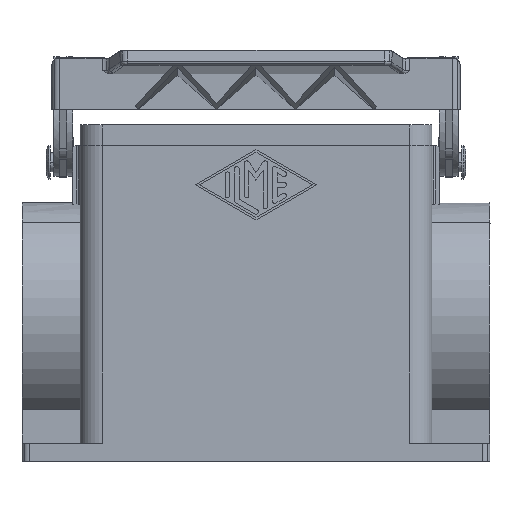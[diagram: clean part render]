
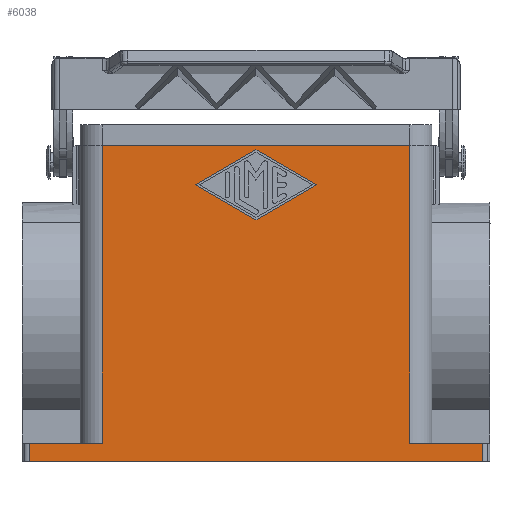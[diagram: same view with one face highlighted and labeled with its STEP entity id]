
A CAD part, front view. The second image highlights one B-rep face of the part: STEP entity #6038.
In plain terms, the highlighted planar face has unit normal (0, -1, 0).
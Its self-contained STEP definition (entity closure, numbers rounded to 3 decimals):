
#311=CARTESIAN_POINT('',(-60.5,-42.0,-55.0));
#312=VERTEX_POINT('',#311);
#320=CARTESIAN_POINT('',(-60.5,-42.0,-50.0));
#321=VERTEX_POINT('',#320);
#322=CARTESIAN_POINT('',(-60.5,-42.0,-55.0));
#323=DIRECTION('',(0.0,0.0,1.0));
#324=VECTOR('',#323,5.0);
#325=LINE('',#322,#324);
#326=EDGE_CURVE('',#312,#321,#325,.T.);
#5205=CARTESIAN_POINT('',(-16.25,-42.0,19.0));
#5206=VERTEX_POINT('',#5205);
#5213=CARTESIAN_POINT('',(0.,-42.0,9.625));
#5214=VERTEX_POINT('',#5213);
#5215=CARTESIAN_POINT('',(0.,-42.0,9.625));
#5216=DIRECTION('',(-0.866,0.0,0.5));
#5217=VECTOR('',#5216,18.76);
#5218=LINE('',#5215,#5217);
#5219=EDGE_CURVE('',#5214,#5206,#5218,.T.);
#5244=CARTESIAN_POINT('',(16.25,-42.0,19.0));
#5245=VERTEX_POINT('',#5244);
#5246=CARTESIAN_POINT('',(16.25,-42.0,19.0));
#5247=DIRECTION('',(-0.866,0.0,-0.5));
#5248=VECTOR('',#5247,18.76);
#5249=LINE('',#5246,#5248);
#5250=EDGE_CURVE('',#5245,#5214,#5249,.T.);
#5275=CARTESIAN_POINT('',(0.,-42.0,28.375));
#5276=VERTEX_POINT('',#5275);
#5277=CARTESIAN_POINT('',(0.,-42.0,28.375));
#5278=DIRECTION('',(0.866,0.0,-0.5));
#5279=VECTOR('',#5278,18.76);
#5280=LINE('',#5277,#5279);
#5281=EDGE_CURVE('',#5276,#5245,#5280,.T.);
#5304=CARTESIAN_POINT('',(-16.25,-42.0,19.0));
#5305=DIRECTION('',(0.866,0.0,0.5));
#5306=VECTOR('',#5305,18.76);
#5307=LINE('',#5304,#5306);
#5308=EDGE_CURVE('',#5206,#5276,#5307,.T.);
#5970=CARTESIAN_POINT('',(62.5,-42.,-55.0));
#5971=DIRECTION('',(0.0,-1.0,0.0));
#5972=DIRECTION('',(0.0,0.0,-1.0));
#5973=AXIS2_PLACEMENT_3D('',#5970,#5971,#5972);
#5974=PLANE('',#5973);
#5975=CARTESIAN_POINT('',(-41.,-42.0,-50.0));
#5976=VERTEX_POINT('',#5975);
#5977=CARTESIAN_POINT('',(-41.,-42.0,-50.0));
#5978=DIRECTION('',(-1.0,0.0,0.0));
#5979=VECTOR('',#5978,19.5);
#5980=LINE('',#5977,#5979);
#5981=EDGE_CURVE('',#5976,#321,#5980,.T.);
#5982=ORIENTED_EDGE('',*,*,#5981,.T.);
#5983=ORIENTED_EDGE('',*,*,#326,.F.);
#5984=CARTESIAN_POINT('',(60.5,-42.,-55.0));
#5985=VERTEX_POINT('',#5984);
#5986=CARTESIAN_POINT('',(60.5,-42.,-55.0));
#5987=DIRECTION('',(-1.0,0.0,0.0));
#5988=VECTOR('',#5987,121.);
#5989=LINE('',#5986,#5988);
#5990=EDGE_CURVE('',#5985,#312,#5989,.T.);
#5991=ORIENTED_EDGE('',*,*,#5990,.F.);
#5992=CARTESIAN_POINT('',(60.5,-42.,-50.0));
#5993=VERTEX_POINT('',#5992);
#5994=CARTESIAN_POINT('',(60.5,-42.,-50.0));
#5995=DIRECTION('',(0.0,0.0,-1.0));
#5996=VECTOR('',#5995,5.0);
#5997=LINE('',#5994,#5996);
#5998=EDGE_CURVE('',#5993,#5985,#5997,.T.);
#5999=ORIENTED_EDGE('',*,*,#5998,.F.);
#6000=CARTESIAN_POINT('',(41.,-42.,-50.0));
#6001=VERTEX_POINT('',#6000);
#6002=CARTESIAN_POINT('',(60.5,-42.,-50.0));
#6003=DIRECTION('',(-1.0,0.0,0.0));
#6004=VECTOR('',#6003,19.5);
#6005=LINE('',#6002,#6004);
#6006=EDGE_CURVE('',#5993,#6001,#6005,.T.);
#6007=ORIENTED_EDGE('',*,*,#6006,.T.);
#6008=CARTESIAN_POINT('',(41.,-42.0,29.5));
#6009=VERTEX_POINT('',#6008);
#6010=CARTESIAN_POINT('',(41.,-42.,-50.0));
#6011=DIRECTION('',(0.0,0.0,1.0));
#6012=VECTOR('',#6011,79.5);
#6013=LINE('',#6010,#6012);
#6014=EDGE_CURVE('',#6001,#6009,#6013,.T.);
#6015=ORIENTED_EDGE('',*,*,#6014,.T.);
#6016=CARTESIAN_POINT('',(-41.,-42.0,29.5));
#6017=VERTEX_POINT('',#6016);
#6018=CARTESIAN_POINT('',(41.,-42.0,29.5));
#6019=DIRECTION('',(-1.0,0.0,0.0));
#6020=VECTOR('',#6019,82.);
#6021=LINE('',#6018,#6020);
#6022=EDGE_CURVE('',#6009,#6017,#6021,.T.);
#6023=ORIENTED_EDGE('',*,*,#6022,.T.);
#6024=CARTESIAN_POINT('',(-41.,-42.0,-50.0));
#6025=DIRECTION('',(0.0,0.0,1.0));
#6026=VECTOR('',#6025,79.5);
#6027=LINE('',#6024,#6026);
#6028=EDGE_CURVE('',#5976,#6017,#6027,.T.);
#6029=ORIENTED_EDGE('',*,*,#6028,.F.);
#6030=EDGE_LOOP('',(#5982,#5983,#5991,#5999,#6007,#6015,#6023,#6029));
#6031=FACE_OUTER_BOUND('',#6030,.T.);
#6032=ORIENTED_EDGE('',*,*,#5219,.T.);
#6033=ORIENTED_EDGE('',*,*,#5308,.T.);
#6034=ORIENTED_EDGE('',*,*,#5281,.T.);
#6035=ORIENTED_EDGE('',*,*,#5250,.T.);
#6036=EDGE_LOOP('',(#6032,#6033,#6034,#6035));
#6037=FACE_BOUND('',#6036,.T.);
#6038=ADVANCED_FACE('',(#6031,#6037),#5974,.T.);
